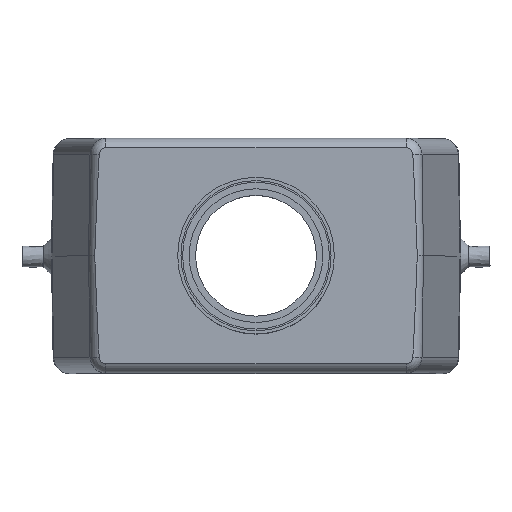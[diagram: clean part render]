
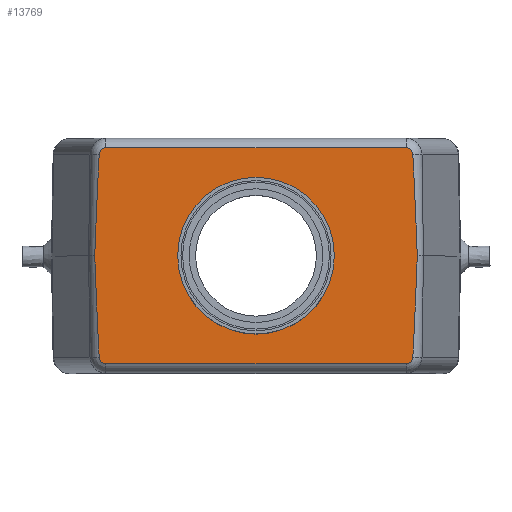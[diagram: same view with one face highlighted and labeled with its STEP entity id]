
A CAD part, top view. The second image highlights one B-rep face of the part: STEP entity #13769.
In plain terms, the highlighted planar face has unit normal (0, 0, 1).
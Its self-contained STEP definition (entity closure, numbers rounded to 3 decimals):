
#3997=CARTESIAN_POINT('',(-24.026,15.555,52.35));
#3998=VERTEX_POINT('',#3997);
#3999=CARTESIAN_POINT('',(-24.704,0.,52.35));
#4000=VERTEX_POINT('',#3999);
#4001=CARTESIAN_POINT('',(-24.838,-114.602,52.35));
#4002=DIRECTION('',(0.0,0.0,1.0));
#4003=DIRECTION('',(0.014,1.,0.0));
#4004=AXIS2_PLACEMENT_3D('',#4001,#4002,#4003);
#4005=ELLIPSE('',#4004,143.261,2.5);
#4006=EDGE_CURVE('',#3998,#4000,#4005,.T.);
#5406=CARTESIAN_POINT('',(22.982,-16.545,52.35));
#5407=VERTEX_POINT('',#5406);
#5408=CARTESIAN_POINT('',(24.026,-15.555,52.35));
#5409=VERTEX_POINT('',#5408);
#5410=CARTESIAN_POINT('',(22.982,-15.5,52.35));
#5411=DIRECTION('',(0.0,0.0,1.0));
#5412=DIRECTION('',(1.0,0.0,0.0));
#5413=AXIS2_PLACEMENT_3D('',#5410,#5411,#5412);
#5414=CIRCLE('',#5413,1.045);
#5415=EDGE_CURVE('',#5407,#5409,#5414,.T.);
#5448=CARTESIAN_POINT('',(24.026,15.555,52.35));
#5449=VERTEX_POINT('',#5448);
#5450=CARTESIAN_POINT('',(22.982,16.545,52.35));
#5451=VERTEX_POINT('',#5450);
#5452=CARTESIAN_POINT('',(22.982,15.5,52.35));
#5453=DIRECTION('',(0.0,0.0,1.0));
#5454=DIRECTION('',(1.0,0.0,0.0));
#5455=AXIS2_PLACEMENT_3D('',#5452,#5453,#5454);
#5456=CIRCLE('',#5455,1.045);
#5457=EDGE_CURVE('',#5449,#5451,#5456,.T.);
#5626=CARTESIAN_POINT('',(-22.982,16.545,52.35));
#5627=VERTEX_POINT('',#5626);
#5628=CARTESIAN_POINT('',(22.982,16.545,52.35));
#5629=DIRECTION('',(-1.0,0.0,0.0));
#5630=VECTOR('',#5629,45.965);
#5631=LINE('',#5628,#5630);
#5632=EDGE_CURVE('',#5451,#5627,#5631,.T.);
#5651=CARTESIAN_POINT('',(-22.982,15.5,52.35));
#5652=DIRECTION('',(0.0,0.0,1.0));
#5653=DIRECTION('',(1.0,0.0,0.0));
#5654=AXIS2_PLACEMENT_3D('',#5651,#5652,#5653);
#5655=CIRCLE('',#5654,1.045);
#5656=EDGE_CURVE('',#5627,#3998,#5655,.T.);
#5675=CARTESIAN_POINT('',(-24.026,-15.555,52.35));
#5676=VERTEX_POINT('',#5675);
#5677=CARTESIAN_POINT('',(-22.982,-16.545,52.35));
#5678=VERTEX_POINT('',#5677);
#5679=CARTESIAN_POINT('',(-22.982,-15.5,52.35));
#5680=DIRECTION('',(0.0,0.0,1.0));
#5681=DIRECTION('',(1.0,0.0,0.0));
#5682=AXIS2_PLACEMENT_3D('',#5679,#5680,#5681);
#5683=CIRCLE('',#5682,1.045);
#5684=EDGE_CURVE('',#5676,#5678,#5683,.T.);
#5853=CARTESIAN_POINT('',(-22.982,-16.545,52.35));
#5854=DIRECTION('',(1.0,0.0,0.0));
#5855=VECTOR('',#5854,45.965);
#5856=LINE('',#5853,#5855);
#5857=EDGE_CURVE('',#5678,#5407,#5856,.T.);
#5895=CARTESIAN_POINT('',(24.704,0.,52.35));
#5896=VERTEX_POINT('',#5895);
#5897=CARTESIAN_POINT('',(24.838,114.602,52.35));
#5898=DIRECTION('',(0.0,0.0,1.0));
#5899=DIRECTION('',(0.014,1.,0.0));
#5900=AXIS2_PLACEMENT_3D('',#5897,#5898,#5899);
#5901=ELLIPSE('',#5900,143.261,2.5);
#5902=EDGE_CURVE('',#5409,#5896,#5901,.T.);
#5928=CARTESIAN_POINT('',(24.838,-114.602,52.35));
#5929=DIRECTION('',(0.0,0.0,1.0));
#5930=DIRECTION('',(-0.014,1.,0.0));
#5931=AXIS2_PLACEMENT_3D('',#5928,#5929,#5930);
#5932=ELLIPSE('',#5931,143.261,2.5);
#5933=EDGE_CURVE('',#5896,#5449,#5932,.T.);
#6001=CARTESIAN_POINT('',(-24.838,114.602,52.35));
#6002=DIRECTION('',(0.0,0.0,1.0));
#6003=DIRECTION('',(-0.014,1.,0.0));
#6004=AXIS2_PLACEMENT_3D('',#6001,#6002,#6003);
#6005=ELLIPSE('',#6004,143.261,2.5);
#6006=EDGE_CURVE('',#4000,#5676,#6005,.T.);
#13741=CARTESIAN_POINT('',(-100.0,-18.,52.35));
#13742=DIRECTION('',(0.0,0.0,-1.0));
#13743=DIRECTION('',(-1.0,0.0,0.0));
#13744=AXIS2_PLACEMENT_3D('',#13741,#13742,#13743);
#13745=PLANE('',#13744);
#13746=ORIENTED_EDGE('',*,*,#5902,.T.);
#13747=ORIENTED_EDGE('',*,*,#5933,.T.);
#13748=ORIENTED_EDGE('',*,*,#5457,.T.);
#13749=ORIENTED_EDGE('',*,*,#5632,.T.);
#13750=ORIENTED_EDGE('',*,*,#5656,.T.);
#13751=ORIENTED_EDGE('',*,*,#4006,.T.);
#13752=ORIENTED_EDGE('',*,*,#6006,.T.);
#13753=ORIENTED_EDGE('',*,*,#5684,.T.);
#13754=ORIENTED_EDGE('',*,*,#5857,.T.);
#13755=ORIENTED_EDGE('',*,*,#5415,.T.);
#13756=EDGE_LOOP('',(#13746,#13747,#13748,#13749,#13750,#13751,#13752,#13753,#13754,#13755));
#13757=FACE_OUTER_BOUND('',#13756,.T.);
#13758=CARTESIAN_POINT('',(0.,12.,52.35));
#13759=VERTEX_POINT('',#13758);
#13760=CARTESIAN_POINT('',(0.,0.,52.35));
#13761=DIRECTION('',(0.0,0.0,-1.0));
#13762=DIRECTION('',(0.0,1.0,0.0));
#13763=AXIS2_PLACEMENT_3D('',#13760,#13761,#13762);
#13764=CIRCLE('',#13763,12.);
#13765=EDGE_CURVE('',#13759,#13759,#13764,.T.);
#13766=ORIENTED_EDGE('',*,*,#13765,.T.);
#13767=EDGE_LOOP('',(#13766));
#13768=FACE_BOUND('',#13767,.T.);
#13769=ADVANCED_FACE('',(#13757,#13768),#13745,.F.);
